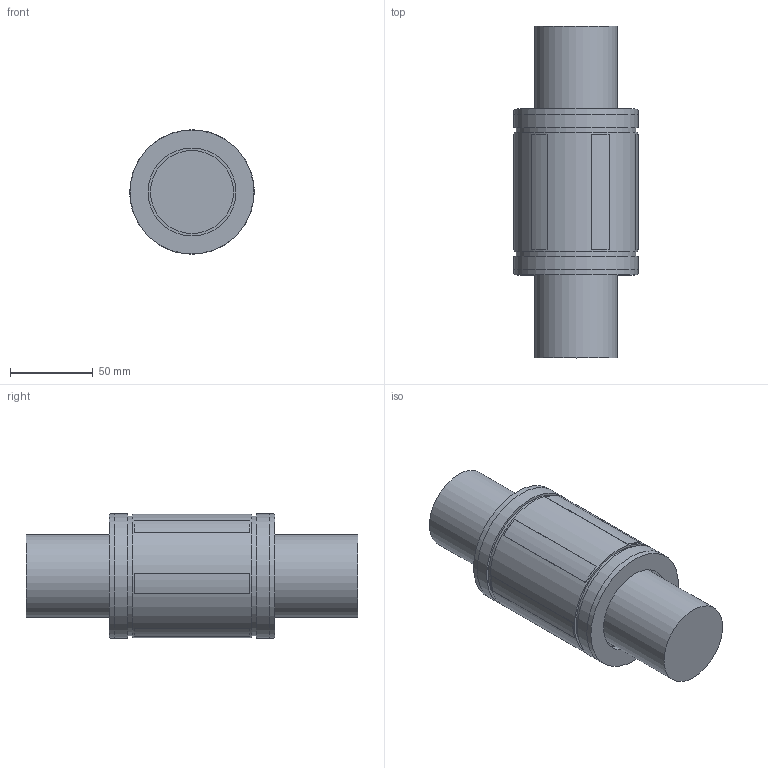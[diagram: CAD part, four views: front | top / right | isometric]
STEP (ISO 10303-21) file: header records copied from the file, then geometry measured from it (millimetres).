
FILE_DESCRIPTION((''),'2;1');
FILE_NAME('LMES50.stp','2013-02-14T08:09:50',('user2'),(''),'Autodesk Inventor 2012','Autodesk Inventor 2012','');
FILE_SCHEMA(('AUTOMOTIVE_DESIGN { 1 0 10303 214 1 1 1 1 }'));
Length unit declared in the file: millimetre
Products named in the file (1): LMES50
Bounding box: 75 x 200 x 75 mm (x, y, z)
Volume: 631921.7 mm3; surface area: 52608.8 mm2
Topology: 1 solids, 1 shells, 51 faces, 106 edges, 70 vertices
Faces by surface type: plane 34, cylinder 15, cone 2
Full cylindrical faces by diameter (mm): 50 x2, 53 x2, 72 x2, 74.7 x1, 75 x2
Entity records: 1340 total; most frequent: DIRECTION 240, CARTESIAN_POINT 212, ORIENTED_EDGE 184, AXIS2_PLACEMENT_3D 96, EDGE_CURVE 92, EDGE_LOOP 76, VERTEX_POINT 68, FACE_OUTER_BOUND 51
